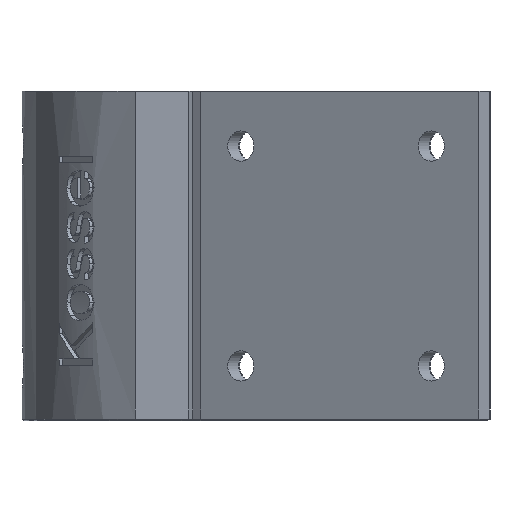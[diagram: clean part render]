
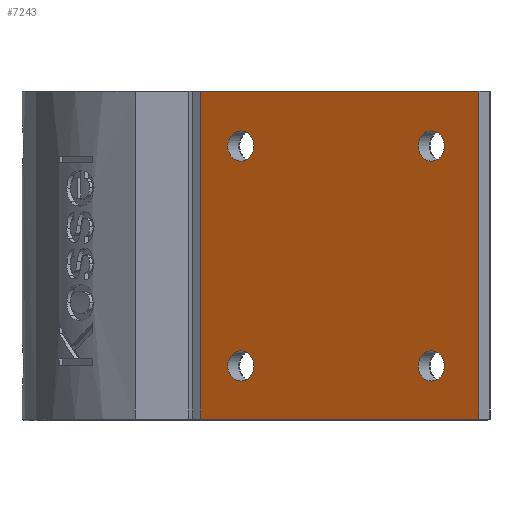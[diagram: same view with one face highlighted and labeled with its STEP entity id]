
A CAD part, left-side view. The second image highlights one B-rep face of the part: STEP entity #7243.
In plain terms, the highlighted planar face has unit normal (-0.866, 0.5, 0).
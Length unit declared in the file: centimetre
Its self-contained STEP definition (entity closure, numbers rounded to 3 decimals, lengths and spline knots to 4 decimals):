
#78=CIRCLE('',#1223,0.275);
#79=CIRCLE('',#1224,0.275);
#80=CIRCLE('',#1225,0.275);
#81=CIRCLE('',#1226,0.275);
#183=VECTOR('',#1520,1.);
#214=VECTOR('',#1573,1.);
#217=VECTOR('',#1585,1.);
#218=VECTOR('',#1586,1.);
#699=LINE('',#8246,#183);
#730=LINE('',#8315,#214);
#733=LINE('',#8329,#217);
#734=LINE('',#8331,#218);
#1222=AXIS2_PLACEMENT_3D('',#8320,#1576,$);
#1223=AXIS2_PLACEMENT_3D('',#8321,#1577,#1578);
#1224=AXIS2_PLACEMENT_3D('',#8323,#1579,#1580);
#1225=AXIS2_PLACEMENT_3D('',#8325,#1581,#1582);
#1226=AXIS2_PLACEMENT_3D('',#8327,#1583,#1584);
#1520=DIRECTION('',(0.5,0.866,0.));
#1573=DIRECTION('',(0.,0.,1.));
#1576=DIRECTION('',(-0.866,0.5,0.));
#1577=DIRECTION('',(0.866,-0.5,0.));
#1578=DIRECTION('',(0.,0.,0.275));
#1579=DIRECTION('',(0.866,-0.5,0.));
#1580=DIRECTION('',(0.,0.,0.275));
#1581=DIRECTION('',(0.866,-0.5,0.));
#1582=DIRECTION('',(0.,0.,0.275));
#1583=DIRECTION('',(0.866,-0.5,0.));
#1584=DIRECTION('',(0.,0.,0.275));
#1585=DIRECTION('',(0.,0.,1.));
#1586=DIRECTION('',(0.5,0.866,0.));
#2443=PLANE('',#1222);
#2620=VERTEX_POINT('',#8241);
#2622=VERTEX_POINT('',#8247);
#2644=VERTEX_POINT('',#8316);
#2646=VERTEX_POINT('',#8322);
#2647=VERTEX_POINT('',#8324);
#2648=VERTEX_POINT('',#8326);
#2649=VERTEX_POINT('',#8328);
#2650=VERTEX_POINT('',#8330);
#3583=EDGE_CURVE('',#2622,#2620,#699,.T.);
#3618=EDGE_CURVE('',#2620,#2644,#730,.T.);
#3621=EDGE_CURVE('',#2646,#2646,#78,.T.);
#3622=EDGE_CURVE('',#2647,#2647,#79,.T.);
#3623=EDGE_CURVE('',#2648,#2648,#80,.T.);
#3624=EDGE_CURVE('',#2649,#2649,#81,.T.);
#3625=EDGE_CURVE('',#2622,#2650,#733,.T.);
#3626=EDGE_CURVE('',#2650,#2644,#734,.T.);
#4599=ORIENTED_EDGE('',*,*,#3621,.T.);
#4600=ORIENTED_EDGE('',*,*,#3622,.T.);
#4601=ORIENTED_EDGE('',*,*,#3623,.T.);
#4602=ORIENTED_EDGE('',*,*,#3624,.T.);
#4603=ORIENTED_EDGE('',*,*,#3583,.F.);
#4604=ORIENTED_EDGE('',*,*,#3625,.T.);
#4605=ORIENTED_EDGE('',*,*,#3626,.T.);
#4606=ORIENTED_EDGE('',*,*,#3618,.F.);
#6377=EDGE_LOOP('',(#4599));
#6378=EDGE_LOOP('',(#4600));
#6379=EDGE_LOOP('',(#4601));
#6380=EDGE_LOOP('',(#4602));
#6381=EDGE_LOOP('',(#4603,#4604,#4605,#4606));
#6810=FACE_BOUND('',#6377,.T.);
#6811=FACE_BOUND('',#6378,.T.);
#6812=FACE_BOUND('',#6379,.T.);
#6813=FACE_BOUND('',#6380,.T.);
#6814=FACE_BOUND('',#6381,.T.);
#7243=ADVANCED_FACE('',(#6810,#6811,#6812,#6813,#6814),#2443,.T.);
#8241=CARTESIAN_POINT('',(-1.8164,14.6539,0.035));
#8246=CARTESIAN_POINT('',(-2.622,13.2586,0.035));
#8247=CARTESIAN_POINT('',(-4.7356,9.5976,0.035));
#8315=CARTESIAN_POINT('',(-1.8164,14.6539,0.));
#8316=CARTESIAN_POINT('',(-1.8164,14.6539,6.));
#8320=CARTESIAN_POINT('',(-3.276,12.1258,0.));
#8321=CARTESIAN_POINT('',(-2.2356,13.9278,5.));
#8322=CARTESIAN_POINT('',(-2.2356,13.9278,5.275));
#8323=CARTESIAN_POINT('',(-4.2356,10.4637,5.));
#8324=CARTESIAN_POINT('',(-4.2356,10.4637,5.275));
#8325=CARTESIAN_POINT('',(-4.2356,10.4637,1.));
#8326=CARTESIAN_POINT('',(-4.2356,10.4637,1.275));
#8327=CARTESIAN_POINT('',(-2.2356,13.9278,1.));
#8328=CARTESIAN_POINT('',(-2.2356,13.9278,1.275));
#8329=CARTESIAN_POINT('',(-4.7356,9.5976,0.));
#8330=CARTESIAN_POINT('',(-4.7356,9.5976,6.));
#8331=CARTESIAN_POINT('',(-1.8164,14.6539,6.));
